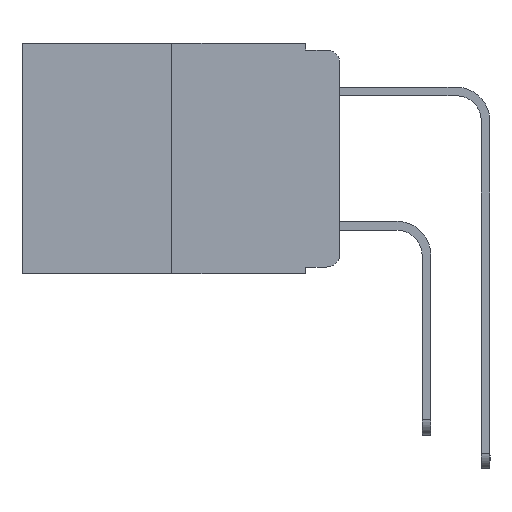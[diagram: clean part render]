
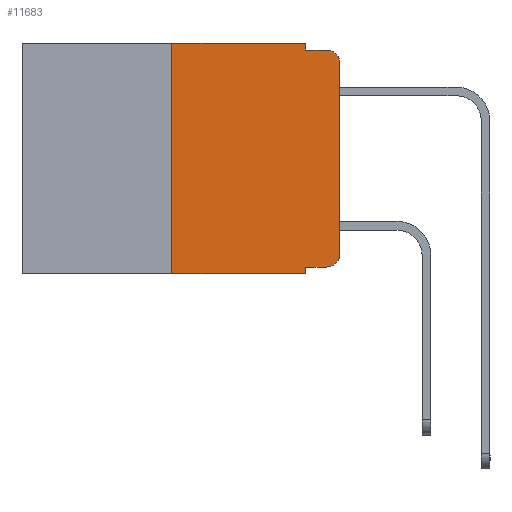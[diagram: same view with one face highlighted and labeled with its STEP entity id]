
A CAD part, left-side view. The second image highlights one B-rep face of the part: STEP entity #11683.
In plain terms, the highlighted planar face has unit normal (-1, 0, 0).
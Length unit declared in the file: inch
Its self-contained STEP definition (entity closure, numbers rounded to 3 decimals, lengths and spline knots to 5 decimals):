
#172 = EDGE_CURVE ( 'NONE', #15971, #4705, #4425, .T. ) ;
#328 = DIRECTION ( 'NONE',  ( 0., -1., 0. ) ) ;
#413 = DIRECTION ( 'NONE',  ( 0., -1., 0. ) ) ;
#1251 = CARTESIAN_POINT ( 'NONE',  ( 0., 0.051, -0.01 ) ) ;
#1733 = VECTOR ( 'NONE', #2502, 39.37008 ) ;
#1857 = EDGE_CURVE ( 'NONE', #16345, #10726, #20557, .T. ) ;
#2000 = LINE ( 'NONE', #18321, #6926 ) ;
#2075 = DIRECTION ( 'NONE',  ( 0., 0., -1. ) ) ;
#2364 = AXIS2_PLACEMENT_3D ( 'NONE', #15809, #20470, #7689 ) ;
#2502 = DIRECTION ( 'NONE',  ( 0., 0., -1. ) ) ;
#2781 = ORIENTED_EDGE ( 'NONE', *, *, #20039, .F. ) ;
#3318 = CARTESIAN_POINT ( 'NONE',  ( 0., 0.25, -0.343 ) ) ;
#3594 = EDGE_CURVE ( 'NONE', #6805, #9276, #10516, .T. ) ;
#3602 = CIRCLE ( 'NONE', #6633, 0.02 ) ;
#3661 = LINE ( 'NONE', #10085, #12983 ) ;
#3906 = DIRECTION ( 'NONE',  ( 0., -1., 0. ) ) ;
#3912 = ORIENTED_EDGE ( 'NONE', *, *, #1857, .T. ) ;
#4157 = ORIENTED_EDGE ( 'NONE', *, *, #14269, .F. ) ;
#4187 = VERTEX_POINT ( 'NONE', #19034 ) ;
#4425 = LINE ( 'NONE', #7579, #16031 ) ;
#4705 = VERTEX_POINT ( 'NONE', #6429 ) ;
#4710 = VECTOR ( 'NONE', #13910, 39.37008 ) ;
#4848 = ORIENTED_EDGE ( 'NONE', *, *, #9049, .T. ) ;
#4929 = EDGE_CURVE ( 'NONE', #7608, #5253, #3602, .T. ) ;
#4955 = CARTESIAN_POINT ( 'NONE',  ( 0., 0.02, -0.333 ) ) ;
#5176 = CARTESIAN_POINT ( 'NONE',  ( 0., 0.051, -0.01 ) ) ;
#5253 = VERTEX_POINT ( 'NONE', #6278 ) ;
#5276 = DIRECTION ( 'NONE',  ( 0., 0., -1. ) ) ;
#5417 = CARTESIAN_POINT ( 'NONE',  ( 0., 0.051, 0. ) ) ;
#5884 = DIRECTION ( 'NONE',  ( 0., 0., -1. ) ) ;
#6018 = DIRECTION ( 'NONE',  ( 0., 0., 1. ) ) ;
#6278 = CARTESIAN_POINT ( 'NONE',  ( 0., 0.02, -0.01 ) ) ;
#6429 = CARTESIAN_POINT ( 'NONE',  ( 0., 0.25, 0. ) ) ;
#6633 = AXIS2_PLACEMENT_3D ( 'NONE', #9451, #12415, #5884 ) ;
#6805 = VERTEX_POINT ( 'NONE', #5417 ) ;
#6926 = VECTOR ( 'NONE', #413, 39.37008 ) ;
#7579 = CARTESIAN_POINT ( 'NONE',  ( 0., 0.25, 0. ) ) ;
#7581 = LINE ( 'NONE', #9066, #4710 ) ;
#7608 = VERTEX_POINT ( 'NONE', #19106 ) ;
#7689 = DIRECTION ( 'NONE',  ( 0., 0., -1. ) ) ;
#8438 = LINE ( 'NONE', #5176, #9115 ) ;
#8522 = LINE ( 'NONE', #14953, #12570 ) ;
#8708 = CARTESIAN_POINT ( 'NONE',  ( 0., 0.051, -0.333 ) ) ;
#9049 = EDGE_CURVE ( 'NONE', #15971, #4187, #8522, .T. ) ;
#9066 = CARTESIAN_POINT ( 'NONE',  ( 0., 0., 0. ) ) ;
#9115 = VECTOR ( 'NONE', #3906, 39.37008 ) ;
#9276 = VERTEX_POINT ( 'NONE', #1251 ) ;
#9451 = CARTESIAN_POINT ( 'NONE',  ( 0., 0.02, -0.03 ) ) ;
#10085 = CARTESIAN_POINT ( 'NONE',  ( 0., 0.051, 0. ) ) ;
#10399 = VERTEX_POINT ( 'NONE', #8708 ) ;
#10428 = DIRECTION ( 'NONE',  ( 1., 0., 0. ) ) ;
#10516 = LINE ( 'NONE', #12413, #1733 ) ;
#10726 = VERTEX_POINT ( 'NONE', #17985 ) ;
#11114 = VECTOR ( 'NONE', #18168, 39.37008 ) ;
#11683 = ADVANCED_FACE ( 'NONE', ( #13699 ), #13484, .F. ) ;
#11852 = EDGE_LOOP ( 'NONE', ( #13722, #16640, #17271, #18965, #4157, #18468, #4848, #2781, #12408, #3912 ) ) ;
#11934 = LINE ( 'NONE', #18374, #11114 ) ;
#12408 = ORIENTED_EDGE ( 'NONE', *, *, #16537, .T. ) ;
#12413 = CARTESIAN_POINT ( 'NONE',  ( 0., 0.051, 0. ) ) ;
#12415 = DIRECTION ( 'NONE',  ( -1., 0., 0. ) ) ;
#12570 = VECTOR ( 'NONE', #328, 39.37008 ) ;
#12983 = VECTOR ( 'NONE', #2075, 39.37008 ) ;
#13484 = PLANE ( 'NONE',  #18655 ) ;
#13556 = EDGE_CURVE ( 'NONE', #10726, #7608, #7581, .T. ) ;
#13699 = FACE_OUTER_BOUND ( 'NONE', #11852, .T. ) ;
#13722 = ORIENTED_EDGE ( 'NONE', *, *, #13556, .T. ) ;
#13910 = DIRECTION ( 'NONE',  ( 0., 0., 1. ) ) ;
#14269 = EDGE_CURVE ( 'NONE', #4705, #6805, #11934, .T. ) ;
#14817 = EDGE_CURVE ( 'NONE', #9276, #5253, #8438, .T. ) ;
#14953 = CARTESIAN_POINT ( 'NONE',  ( 0., 0.473, -0.343 ) ) ;
#15809 = CARTESIAN_POINT ( 'NONE',  ( 0., 0.02, -0.313 ) ) ;
#15971 = VERTEX_POINT ( 'NONE', #3318 ) ;
#16031 = VECTOR ( 'NONE', #6018, 39.37008 ) ;
#16345 = VERTEX_POINT ( 'NONE', #4955 ) ;
#16537 = EDGE_CURVE ( 'NONE', #10399, #16345, #2000, .T. ) ;
#16640 = ORIENTED_EDGE ( 'NONE', *, *, #4929, .T. ) ;
#16646 = CARTESIAN_POINT ( 'NONE',  ( 0., 0.473, 0. ) ) ;
#17271 = ORIENTED_EDGE ( 'NONE', *, *, #14817, .F. ) ;
#17985 = CARTESIAN_POINT ( 'NONE',  ( 0., 0., -0.313 ) ) ;
#18168 = DIRECTION ( 'NONE',  ( 0., -1., 0. ) ) ;
#18321 = CARTESIAN_POINT ( 'NONE',  ( 0., 0.051, -0.333 ) ) ;
#18374 = CARTESIAN_POINT ( 'NONE',  ( 0., 0.473, 0. ) ) ;
#18468 = ORIENTED_EDGE ( 'NONE', *, *, #172, .F. ) ;
#18655 = AXIS2_PLACEMENT_3D ( 'NONE', #16646, #10428, #5276 ) ;
#18965 = ORIENTED_EDGE ( 'NONE', *, *, #3594, .F. ) ;
#19034 = CARTESIAN_POINT ( 'NONE',  ( 0., 0.051, -0.343 ) ) ;
#19106 = CARTESIAN_POINT ( 'NONE',  ( 0., 0., -0.03 ) ) ;
#20039 = EDGE_CURVE ( 'NONE', #10399, #4187, #3661, .T. ) ;
#20470 = DIRECTION ( 'NONE',  ( -1., 0., 0. ) ) ;
#20557 = CIRCLE ( 'NONE', #2364, 0.02 ) ;
